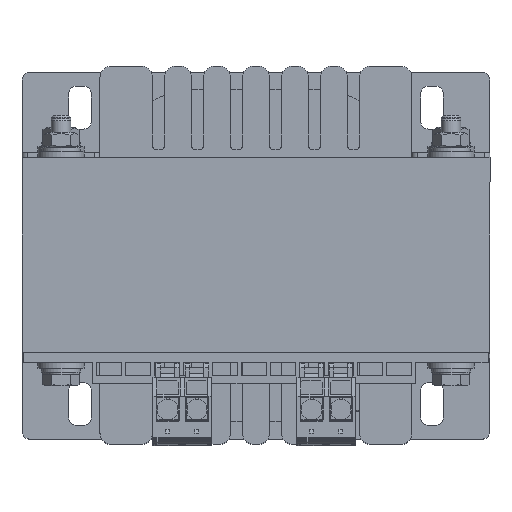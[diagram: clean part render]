
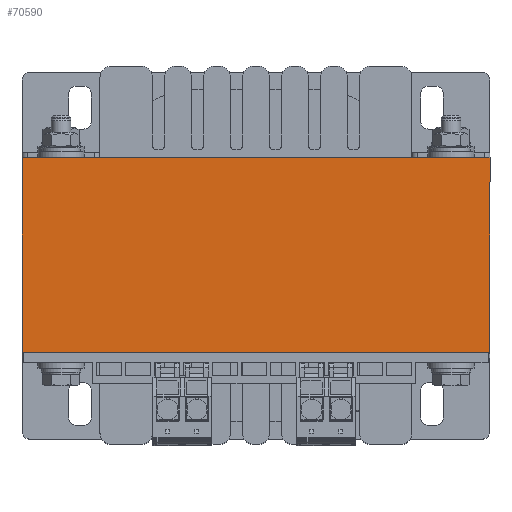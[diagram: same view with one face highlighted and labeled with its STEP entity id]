
A CAD part, top view. The second image highlights one B-rep face of the part: STEP entity #70590.
In plain terms, the highlighted planar face has unit normal (0, 0, 1).
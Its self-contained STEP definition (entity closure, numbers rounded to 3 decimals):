
#2421=FACE_OUTER_BOUND('',#6104,.T.);
#6104=EDGE_LOOP('',(#44999,#45000,#45001,#45002));
#9930=LINE('',#98035,#18897);
#9964=LINE('',#98119,#18931);
#9966=LINE('',#98123,#18933);
#9967=LINE('',#98124,#18934);
#18897=VECTOR('',#79394,1.);
#18931=VECTOR('',#79472,1.);
#18933=VECTOR('',#79476,1.);
#18934=VECTOR('',#79477,1.);
#27863=VERTEX_POINT('',#98031);
#27865=VERTEX_POINT('',#98034);
#27893=VERTEX_POINT('',#98118);
#27894=VERTEX_POINT('',#98122);
#34597=EDGE_CURVE('',#27865,#27863,#9930,.T.);
#34639=EDGE_CURVE('',#27893,#27865,#9964,.T.);
#34641=EDGE_CURVE('',#27894,#27863,#9966,.T.);
#34642=EDGE_CURVE('',#27894,#27893,#9967,.T.);
#44999=ORIENTED_EDGE('',*,*,#34641,.F.);
#45000=ORIENTED_EDGE('',*,*,#34642,.T.);
#45001=ORIENTED_EDGE('',*,*,#34639,.T.);
#45002=ORIENTED_EDGE('',*,*,#34597,.T.);
#65600=PLANE('',#74575);
#70590=ADVANCED_FACE('',(#2421),#65600,.T.);
#74575=AXIS2_PLACEMENT_3D('',#98121,#79474,#79475);
#79394=DIRECTION('',(1.,0.,0.));
#79472=DIRECTION('',(0.,-1.,0.));
#79474=DIRECTION('center_axis',(0.,0.,1.));
#79475=DIRECTION('ref_axis',(0.,-1.,0.));
#79476=DIRECTION('',(0.,-1.,0.));
#79477=DIRECTION('',(-1.,0.,0.));
#98031=CARTESIAN_POINT('',(426.574,-21.753,67.5));
#98034=CARTESIAN_POINT('',(306.574,-21.753,67.5));
#98035=CARTESIAN_POINT('',(426.574,-21.753,67.5));
#98118=CARTESIAN_POINT('',(306.574,28.247,67.5));
#98119=CARTESIAN_POINT('',(306.574,28.247,67.5));
#98121=CARTESIAN_POINT('Origin',(306.574,28.247,67.5));
#98122=CARTESIAN_POINT('',(426.574,28.247,67.5));
#98123=CARTESIAN_POINT('',(426.574,28.247,67.5));
#98124=CARTESIAN_POINT('',(426.574,28.247,67.5));
